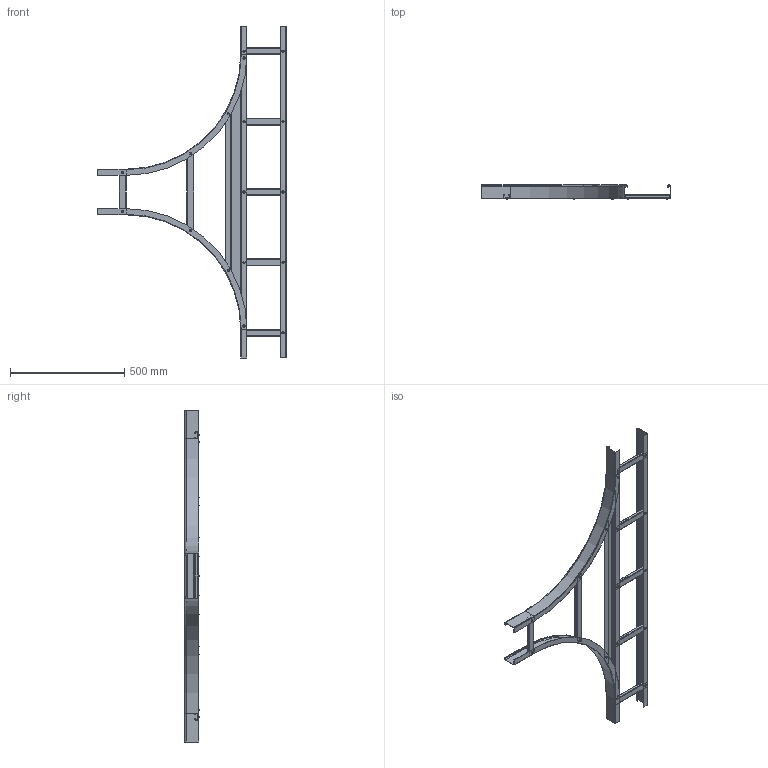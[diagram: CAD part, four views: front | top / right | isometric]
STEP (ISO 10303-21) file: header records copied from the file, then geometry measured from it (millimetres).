
FILE_DESCRIPTION (( 'STEP AP214' ), '1' );
FILE_NAME ('6219402.STEP', '2025-12-12T09:22:05', ( '' ), ( '' ), 'SwSTEP 2.0', 'SolidWorks 2024', '' );
FILE_SCHEMA (( 'AUTOMOTIVE_DESIGN' ));
Length unit declared in the file: millimetre
Products named in the file (10): KTS 14.041-005_3.5mm; KTS 14.041-005_3.00mm; 131595_NB0200; KTS 14.041-005_4.9mm; 6219402; 131591_60x27xR500 Left; 131591_60х27хR500 Right; 131571_L=195 (NB=200); 131572_060x1450 (B=200); 131594_NB0200
Assembly tree (28 placements, depth 2):
  6219402
    131572_060x1450 (B=200)
    131591_60x27xR500 Left
    131591_60х27хR500 Right
    131594_NB0200
    131571_L=195 (NB=200)  x6
    131595_NB0200
    KTS 14.041-005_3.00mm  x7
    KTS 14.041-005_3.5mm  x7
    KTS 14.041-005_4.9mm  x3
Bounding box: 825 x 61.6 x 1450 mm (x, y, z)
Volume: 898016.7 mm3; surface area: 1154893.3 mm2
Topology: 28 solids, 28 shells, 606 faces, 1303 edges, 770 vertices
Faces by surface type: plane 337, cylinder 151, torus 74, cone 34, bspline 10
Entity records: 7656 total; most frequent: CARTESIAN_POINT 1938, DIRECTION 1159, ORIENTED_EDGE 1070, EDGE_CURVE 535, AXIS2_PLACEMENT_3D 395, LINE 369, VECTOR 369, VERTEX_POINT 318
